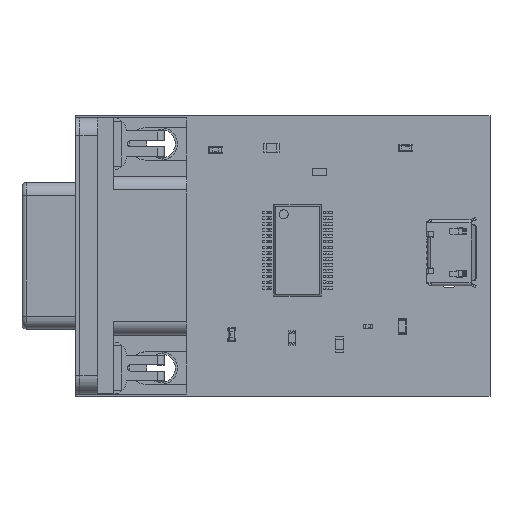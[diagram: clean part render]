
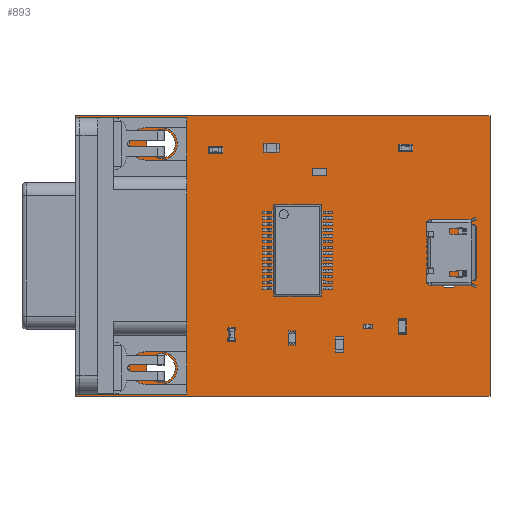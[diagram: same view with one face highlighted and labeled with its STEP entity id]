
A CAD part, top view. The second image highlights one B-rep face of the part: STEP entity #893.
In plain terms, the highlighted planar face has unit normal (0, 0, 1).
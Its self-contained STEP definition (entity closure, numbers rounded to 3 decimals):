
#100 = VERTEX_POINT('',#101);
#101 = CARTESIAN_POINT('',(71.501,53.467,0.411));
#107 = EDGE_CURVE('',#100,#108,#110,.T.);
#108 = VERTEX_POINT('',#109);
#109 = CARTESIAN_POINT('',(71.501,84.709,0.411));
#110 = LINE('',#111,#112);
#111 = CARTESIAN_POINT('',(71.501,53.467,0.411));
#112 = VECTOR('',#113,1.);
#113 = DIRECTION('',(0.,1.,0.));
#138 = EDGE_CURVE('',#108,#139,#141,.T.);
#139 = VERTEX_POINT('',#140);
#140 = CARTESIAN_POINT('',(117.729,84.709,0.411));
#141 = LINE('',#142,#143);
#142 = CARTESIAN_POINT('',(71.501,84.709,0.411));
#143 = VECTOR('',#144,1.);
#144 = DIRECTION('',(1.,0.,0.));
#169 = EDGE_CURVE('',#139,#170,#172,.T.);
#170 = VERTEX_POINT('',#171);
#171 = CARTESIAN_POINT('',(117.729,53.467,0.411));
#172 = LINE('',#173,#174);
#173 = CARTESIAN_POINT('',(117.729,84.709,0.411));
#174 = VECTOR('',#175,1.);
#175 = DIRECTION('',(0.,-1.,0.));
#200 = EDGE_CURVE('',#170,#100,#201,.T.);
#201 = LINE('',#202,#203);
#202 = CARTESIAN_POINT('',(117.729,53.467,0.411));
#203 = VECTOR('',#204,1.);
#204 = DIRECTION('',(-1.,0.,0.));
#224 = VERTEX_POINT('',#225);
#225 = CARTESIAN_POINT('',(80.149,67.703,0.411));
#231 = EDGE_CURVE('',#224,#224,#232,.T.);
#232 = CIRCLE('',#233,0.545);
#233 = AXIS2_PLACEMENT_3D('',#234,#235,#236);
#234 = CARTESIAN_POINT('',(79.604,67.703,0.411));
#235 = DIRECTION('',(0.,0.,1.));
#236 = DIRECTION('',(1.,0.,0.));
#257 = VERTEX_POINT('',#258);
#258 = CARTESIAN_POINT('',(82.624,56.588,0.411));
#264 = EDGE_CURVE('',#257,#257,#265,.T.);
#265 = CIRCLE('',#266,1.6);
#266 = AXIS2_PLACEMENT_3D('',#267,#268,#269);
#267 = CARTESIAN_POINT('',(81.024,56.588,0.411));
#268 = DIRECTION('',(0.,0.,1.));
#269 = DIRECTION('',(1.,0.,0.));
#290 = VERTEX_POINT('',#291);
#291 = CARTESIAN_POINT('',(80.149,64.933,0.411));
#297 = EDGE_CURVE('',#290,#290,#298,.T.);
#298 = CIRCLE('',#299,0.545);
#299 = AXIS2_PLACEMENT_3D('',#300,#301,#302);
#300 = CARTESIAN_POINT('',(79.604,64.933,0.411));
#301 = DIRECTION('',(0.,0.,1.));
#302 = DIRECTION('',(1.,0.,0.));
#323 = VERTEX_POINT('',#324);
#324 = CARTESIAN_POINT('',(80.149,70.473,0.411));
#330 = EDGE_CURVE('',#323,#323,#331,.T.);
#331 = CIRCLE('',#332,0.545);
#332 = AXIS2_PLACEMENT_3D('',#333,#334,#335);
#333 = CARTESIAN_POINT('',(79.604,70.473,0.411));
#334 = DIRECTION('',(0.,0.,1.));
#335 = DIRECTION('',(1.,0.,0.));
#356 = VERTEX_POINT('',#357);
#357 = CARTESIAN_POINT('',(80.149,73.243,0.411));
#363 = EDGE_CURVE('',#356,#356,#364,.T.);
#364 = CIRCLE('',#365,0.545);
#365 = AXIS2_PLACEMENT_3D('',#366,#367,#368);
#366 = CARTESIAN_POINT('',(79.604,73.243,0.411));
#367 = DIRECTION('',(0.,0.,1.));
#368 = DIRECTION('',(1.,0.,0.));
#389 = VERTEX_POINT('',#390);
#390 = CARTESIAN_POINT('',(82.624,81.588,0.411));
#396 = EDGE_CURVE('',#389,#389,#397,.T.);
#397 = CIRCLE('',#398,1.6);
#398 = AXIS2_PLACEMENT_3D('',#399,#400,#401);
#399 = CARTESIAN_POINT('',(81.024,81.588,0.411));
#400 = DIRECTION('',(0.,0.,1.));
#401 = DIRECTION('',(1.,0.,0.));
#422 = VERTEX_POINT('',#423);
#423 = CARTESIAN_POINT('',(82.989,63.548,0.411));
#429 = EDGE_CURVE('',#422,#422,#430,.T.);
#430 = CIRCLE('',#431,0.545);
#431 = AXIS2_PLACEMENT_3D('',#432,#433,#434);
#432 = CARTESIAN_POINT('',(82.444,63.548,0.411));
#433 = DIRECTION('',(0.,0.,1.));
#434 = DIRECTION('',(1.,0.,0.));
#455 = VERTEX_POINT('',#456);
#456 = CARTESIAN_POINT('',(113.557,65.561,0.411));
#462 = EDGE_CURVE('',#455,#463,#465,.T.);
#463 = VERTEX_POINT('',#464);
#464 = CARTESIAN_POINT('',(113.557,66.011,0.411));
#465 = CIRCLE('',#466,0.225);
#466 = AXIS2_PLACEMENT_3D('',#467,#468,#469);
#467 = CARTESIAN_POINT('',(113.557,65.786,0.411));
#468 = DIRECTION('',(0.,0.,1.));
#469 = DIRECTION('',(0.,-1.,0.));
#497 = VERTEX_POINT('',#498);
#498 = CARTESIAN_POINT('',(112.757,65.561,0.411));
#504 = EDGE_CURVE('',#497,#455,#505,.T.);
#505 = LINE('',#506,#507);
#506 = CARTESIAN_POINT('',(112.757,65.561,0.411));
#507 = VECTOR('',#508,1.);
#508 = DIRECTION('',(1.,0.,0.));
#528 = VERTEX_POINT('',#529);
#529 = CARTESIAN_POINT('',(112.757,66.011,0.411));
#535 = EDGE_CURVE('',#528,#497,#536,.T.);
#536 = CIRCLE('',#537,0.225);
#537 = AXIS2_PLACEMENT_3D('',#538,#539,#540);
#538 = CARTESIAN_POINT('',(112.757,65.786,0.411));
#539 = DIRECTION('',(0.,0.,1.));
#540 = DIRECTION('',(0.,1.,0.));
#559 = EDGE_CURVE('',#463,#528,#560,.T.);
#560 = LINE('',#561,#562);
#561 = CARTESIAN_POINT('',(113.557,66.011,0.411));
#562 = VECTOR('',#563,1.);
#563 = DIRECTION('',(-1.,0.,0.));
#583 = VERTEX_POINT('',#584);
#584 = CARTESIAN_POINT('',(82.989,66.318,0.411));
#590 = EDGE_CURVE('',#583,#583,#591,.T.);
#591 = CIRCLE('',#592,0.545);
#592 = AXIS2_PLACEMENT_3D('',#593,#594,#595);
#593 = CARTESIAN_POINT('',(82.444,66.318,0.411));
#594 = DIRECTION('',(0.,0.,1.));
#595 = DIRECTION('',(1.,0.,0.));
#616 = VERTEX_POINT('',#617);
#617 = CARTESIAN_POINT('',(82.989,69.088,0.411));
#623 = EDGE_CURVE('',#616,#616,#624,.T.);
#624 = CIRCLE('',#625,0.545);
#625 = AXIS2_PLACEMENT_3D('',#626,#627,#628);
#626 = CARTESIAN_POINT('',(82.444,69.088,0.411));
#627 = DIRECTION('',(0.,0.,1.));
#628 = DIRECTION('',(1.,0.,0.));
#649 = VERTEX_POINT('',#650);
#650 = CARTESIAN_POINT('',(82.989,71.858,0.411));
#656 = EDGE_CURVE('',#649,#649,#657,.T.);
#657 = CIRCLE('',#658,0.545);
#658 = AXIS2_PLACEMENT_3D('',#659,#660,#661);
#659 = CARTESIAN_POINT('',(82.444,71.858,0.411));
#660 = DIRECTION('',(0.,0.,1.));
#661 = DIRECTION('',(1.,0.,0.));
#682 = VERTEX_POINT('',#683);
#683 = CARTESIAN_POINT('',(113.557,72.711,0.411));
#689 = EDGE_CURVE('',#682,#690,#692,.T.);
#690 = VERTEX_POINT('',#691);
#691 = CARTESIAN_POINT('',(113.557,73.161,0.411));
#692 = CIRCLE('',#693,0.225);
#693 = AXIS2_PLACEMENT_3D('',#694,#695,#696);
#694 = CARTESIAN_POINT('',(113.557,72.936,0.411));
#695 = DIRECTION('',(0.,0.,1.));
#696 = DIRECTION('',(0.,-1.,0.));
#724 = VERTEX_POINT('',#725);
#725 = CARTESIAN_POINT('',(112.757,72.711,0.411));
#731 = EDGE_CURVE('',#724,#682,#732,.T.);
#732 = LINE('',#733,#734);
#733 = CARTESIAN_POINT('',(112.757,72.711,0.411));
#734 = VECTOR('',#735,1.);
#735 = DIRECTION('',(1.,0.,0.));
#755 = VERTEX_POINT('',#756);
#756 = CARTESIAN_POINT('',(112.757,73.161,0.411));
#762 = EDGE_CURVE('',#755,#724,#763,.T.);
#763 = CIRCLE('',#764,0.225);
#764 = AXIS2_PLACEMENT_3D('',#765,#766,#767);
#765 = CARTESIAN_POINT('',(112.757,72.936,0.411));
#766 = DIRECTION('',(0.,0.,1.));
#767 = DIRECTION('',(0.,1.,0.));
#786 = EDGE_CURVE('',#690,#755,#787,.T.);
#787 = LINE('',#788,#789);
#788 = CARTESIAN_POINT('',(113.557,73.161,0.411));
#789 = VECTOR('',#790,1.);
#790 = DIRECTION('',(-1.,0.,0.));
#810 = VERTEX_POINT('',#811);
#811 = CARTESIAN_POINT('',(82.989,74.628,0.411));
#817 = EDGE_CURVE('',#810,#810,#818,.T.);
#818 = CIRCLE('',#819,0.545);
#819 = AXIS2_PLACEMENT_3D('',#820,#821,#822);
#820 = CARTESIAN_POINT('',(82.444,74.628,0.411));
#821 = DIRECTION('',(0.,0.,1.));
#822 = DIRECTION('',(1.,0.,0.));
#893 = ADVANCED_FACE('',(#894,#900,#903,#906,#909,#912,#915,#918,#921,
    #927,#930,#933,#936,#942),#945,.T.);
#894 = FACE_BOUND('',#895,.F.);
#895 = EDGE_LOOP('',(#896,#897,#898,#899));
#896 = ORIENTED_EDGE('',*,*,#107,.T.);
#897 = ORIENTED_EDGE('',*,*,#138,.T.);
#898 = ORIENTED_EDGE('',*,*,#169,.T.);
#899 = ORIENTED_EDGE('',*,*,#200,.T.);
#900 = FACE_BOUND('',#901,.T.);
#901 = EDGE_LOOP('',(#902));
#902 = ORIENTED_EDGE('',*,*,#231,.F.);
#903 = FACE_BOUND('',#904,.T.);
#904 = EDGE_LOOP('',(#905));
#905 = ORIENTED_EDGE('',*,*,#264,.F.);
#906 = FACE_BOUND('',#907,.T.);
#907 = EDGE_LOOP('',(#908));
#908 = ORIENTED_EDGE('',*,*,#297,.F.);
#909 = FACE_BOUND('',#910,.T.);
#910 = EDGE_LOOP('',(#911));
#911 = ORIENTED_EDGE('',*,*,#330,.F.);
#912 = FACE_BOUND('',#913,.T.);
#913 = EDGE_LOOP('',(#914));
#914 = ORIENTED_EDGE('',*,*,#363,.F.);
#915 = FACE_BOUND('',#916,.T.);
#916 = EDGE_LOOP('',(#917));
#917 = ORIENTED_EDGE('',*,*,#396,.F.);
#918 = FACE_BOUND('',#919,.T.);
#919 = EDGE_LOOP('',(#920));
#920 = ORIENTED_EDGE('',*,*,#429,.F.);
#921 = FACE_BOUND('',#922,.T.);
#922 = EDGE_LOOP('',(#923,#924,#925,#926));
#923 = ORIENTED_EDGE('',*,*,#462,.F.);
#924 = ORIENTED_EDGE('',*,*,#504,.F.);
#925 = ORIENTED_EDGE('',*,*,#535,.F.);
#926 = ORIENTED_EDGE('',*,*,#559,.F.);
#927 = FACE_BOUND('',#928,.T.);
#928 = EDGE_LOOP('',(#929));
#929 = ORIENTED_EDGE('',*,*,#590,.F.);
#930 = FACE_BOUND('',#931,.T.);
#931 = EDGE_LOOP('',(#932));
#932 = ORIENTED_EDGE('',*,*,#623,.F.);
#933 = FACE_BOUND('',#934,.T.);
#934 = EDGE_LOOP('',(#935));
#935 = ORIENTED_EDGE('',*,*,#656,.F.);
#936 = FACE_BOUND('',#937,.T.);
#937 = EDGE_LOOP('',(#938,#939,#940,#941));
#938 = ORIENTED_EDGE('',*,*,#689,.F.);
#939 = ORIENTED_EDGE('',*,*,#731,.F.);
#940 = ORIENTED_EDGE('',*,*,#762,.F.);
#941 = ORIENTED_EDGE('',*,*,#786,.F.);
#942 = FACE_BOUND('',#943,.T.);
#943 = EDGE_LOOP('',(#944));
#944 = ORIENTED_EDGE('',*,*,#817,.F.);
#945 = PLANE('',#946);
#946 = AXIS2_PLACEMENT_3D('',#947,#948,#949);
#947 = CARTESIAN_POINT('',(71.501,53.467,0.411));
#948 = DIRECTION('',(0.,0.,1.));
#949 = DIRECTION('',(1.,0.,0.));
